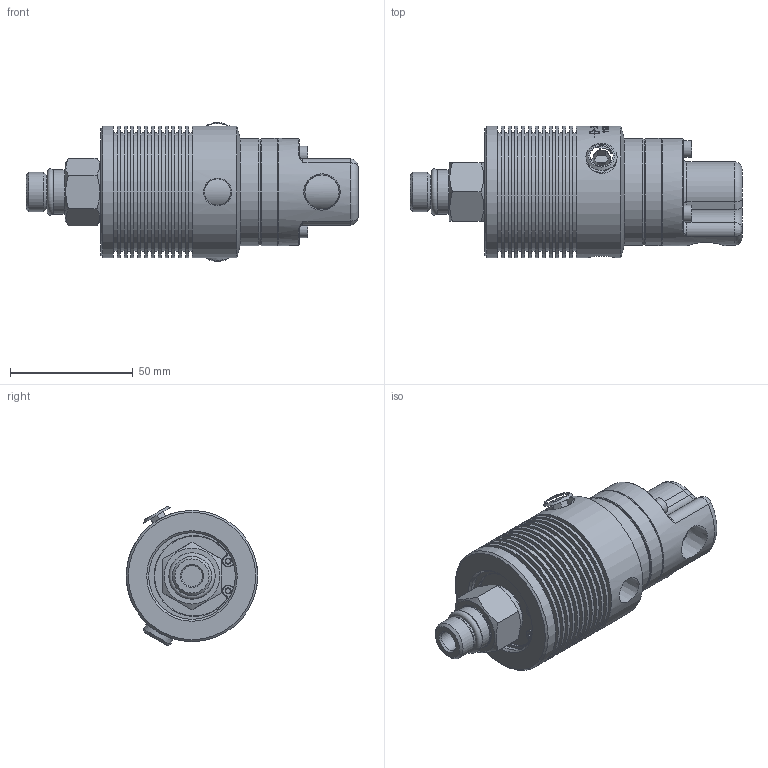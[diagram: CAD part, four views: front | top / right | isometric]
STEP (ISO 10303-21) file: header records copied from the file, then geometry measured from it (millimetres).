
FILE_DESCRIPTION(/* description */ (''),/* implementation_level */ '2;1');
FILE_NAME(/* name */ '1109-010-188-IC.stp',/* time_stamp */ '2020-05-14T09:37:49-05:00',/* author */ ('moorera'),/* organization */ (''),/* preprocessor_version */ 'ST-DEVELOPER v18.1',/* originating_system */ 'Autodesk Inventor 2020',/* authorisation */ '');
FILE_SCHEMA (('AUTOMOTIVE_DESIGN { 1 0 10303 214 3 1 1 }'));
Products named in the file (1): 1109-010-188-IC
Bounding box: 135.18 x 53.45 x 56.5 mm (x, y, z)
Volume: 172625 mm3; surface area: 38865.1 mm2
Topology: 2 solids, 10 shells, 561 faces, 1415 edges, 954 vertices
Faces by surface type: plane 191, bspline 181, cylinder 122, torus 35, cone 32
Full cylindrical faces by diameter (mm): 2 x2, 3.302 x3, 4.166 x3, 4.7 x3, 5.5 x3, 6.86 x3, 7.2 x3, 8.5 x1, 10.719 x3, 13.5 x1, 13.889 x1, 15.968 x1, 17.993 x1, 18.16 x1, 18.72 x1, 21.4 x1, 35.27 x1, 37.25 x1, 43.6 x3, 48.3 x12, 53.45 x13
Entity records: 62921 total; most frequent: CARTESIAN_POINT 49744, ORIENTED_EDGE 2820, DIRECTION 2379, EDGE_CURVE 1410, VERTEX_POINT 954, AXIS2_PLACEMENT_3D 936, EDGE_LOOP 656, FACE_OUTER_BOUND 561
